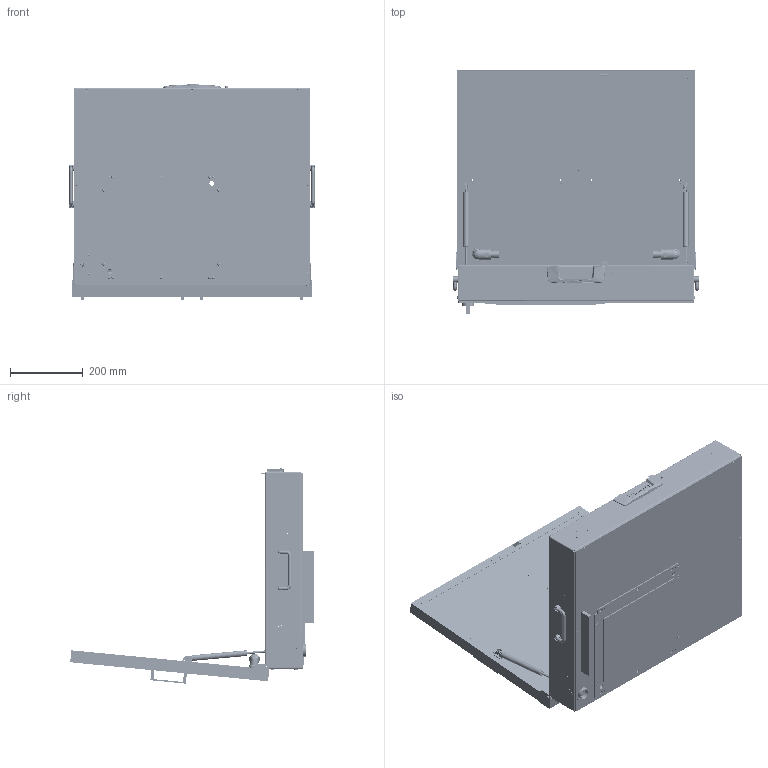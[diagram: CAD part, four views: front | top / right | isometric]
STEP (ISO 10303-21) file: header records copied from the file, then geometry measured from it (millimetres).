
FILE_DESCRIPTION (( 'STEP AP214' ), '1' );
FILE_NAME ('INGUN_114660_open.STEP', '2024-02-06T15:40:32', ( '' ), ( '' ), 'SwSTEP 2.0', 'SolidWorks 2021', '' );
FILE_SCHEMA (( 'AUTOMOTIVE_DESIGN' ));
Length unit declared in the file: millimetre
Products named in the file (57): 112026~0_Mitte<S>; ISO7380~n_M04,0x010; 114196_004~0_S; 114543~2_KUNDE<S>; 8078_1~0; 32171~0_S; 112992~2_S; 111995~2_S; 100974~1_KUNDE<S>; ISO7380~n_M04,0x006; 113700~0_S; 1607~1; 114545~0_S; DIN7991~n_M03,0x010 VA; 112025~2_S; 19420~3; 113701~0_S; 114196~0; 9905~1_S; 11655~0; 115770~0_S; 114556~0_S; 8078~0_flexibel <Standard>; 11657~0; 8857~0_KUNDE<S>; Gewindebuchse~n_M04-07,5 offen; 113680~0_S; 114548~0_S; 114196_003~0; 115289~0_S; DIN912~n_M04,0x012; 113681~1; INGUN_114660_open; ISO7380~n_M04,0x008; 107712~2; 113518~0_S; 50891~2_KUNDE<S>; 114555~0_Kunde<S>; DIN985-A2~n_M04,0; 114364~0_S ...
Assembly tree (116 placements, depth 5):
  INGUN_114660_open
    113700~0_S
      113701~0_S
      32171~0_S
      112992~2_S  x2
      49317~0  x2
      114196~0  x2
        114196_001~0
        114196_002~0
        114196_003~0
        114196_004~0_S
      DIN912~n_M04,0x012
      112024~0_S
      112025~2_S
      DIN125~n_04,3 M04,0
      DIN985-A2~n_M04,0
      112026~0_Mitte<S>
      ISO7380~n_M03,0x005
      114364~0_S
    114543~2_KUNDE<S>
      115770~0_S
        114545~0_S
        Gewindebuchse~n_M04-07,5 offen  x8
      114548~0_S  x2
      114555~0_Kunde<S>  x2
        100974~1_KUNDE<S>
        100974~1_KUNDE<S>
        100974~1_KUNDE<S>
        100974~1_KUNDE<S>
      113760~1_S
      114556~0_S
      1607~1  x4
      112176~0_S  x2
        112087~2_S
          111995~2_S
          115289~0_S
        49317~0
      19420~3  x2
      11657~0  x2
      11655~0  x2
      ISO7380~n_M04,0x012  x3
    8078~0_ausgefahren<Standard>
      8078_1~0
      8078_2~0
    8078~0_flexibel <Standard>
      8078_1~0
      8078_2~0
    113680~0_S
      113681~1
      DIN125~n_04,3 M04,0  x4
      ISO7380~n_M04,0x008  x4
    113518~0_S
      107712~2
      9905~1_S
      11657~0
      11655~0
      19420~3
      107464~4_S
      DIN7991~n_M03,0x010 VA  x8
      ISO7380~n_M04,0x010  x3
Bounding box: 674 x 669.21 x 591.37 mm (x, y, z)
Volume: 8494877.9 mm3; surface area: 3536126.5 mm2
Topology: 116 solids, 116 shells, 5135 faces, 12502 edges, 8051 vertices
Faces by surface type: plane 2375, cylinder 2204, cone 292, torus 148, bspline 116
Entity records: 91240 total; most frequent: CARTESIAN_POINT 28603, DIRECTION 12759, ORIENTED_EDGE 11914, EDGE_CURVE 5957, AXIS2_PLACEMENT_3D 4814, VERTEX_POINT 3831, LINE 3131, VECTOR 3131
